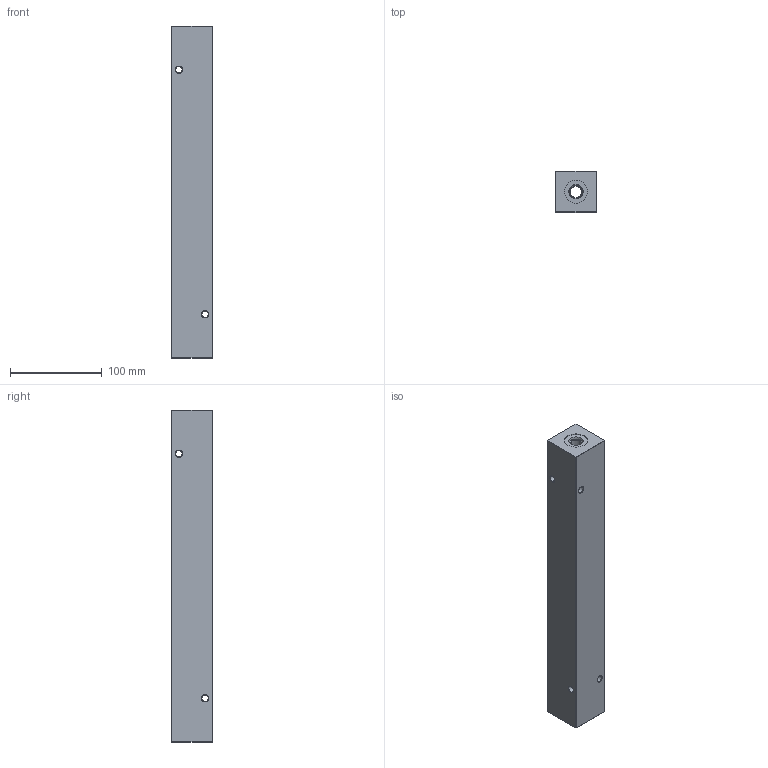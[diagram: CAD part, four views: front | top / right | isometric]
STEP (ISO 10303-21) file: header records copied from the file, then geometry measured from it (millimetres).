
FILE_DESCRIPTION (( 'STEP AP203' ), '1' );
FILE_NAME ('HM-8-0-S-6-6.STEP', '2020-09-30T18:21:49', ( '' ), ( '' ), 'SwSTEP 2.0', 'SolidWorks 2019', '' );
FILE_SCHEMA (( 'CONFIG_CONTROL_DESIGN' ));
Length unit declared in the file: inch
Products named in the file (1): HM-8-0-S-6-6
Bounding box: 44.45 x 44.45 x 361.95 mm (x, y, z)
Volume: 640116.7 mm3; surface area: 89218.5 mm2
Topology: 1 solids, 1 shells, 581 faces, 1514 edges, 978 vertices
Faces by surface type: plane 228, bspline 203, cone 76, cylinder 74
Entity records: 27667 total; most frequent: CARTESIAN_POINT 14821, ORIENTED_EDGE 3028, DIRECTION 1932, EDGE_CURVE 1514, VERTEX_POINT 978, LINE 818, VECTOR 818, EDGE_LOOP 654
